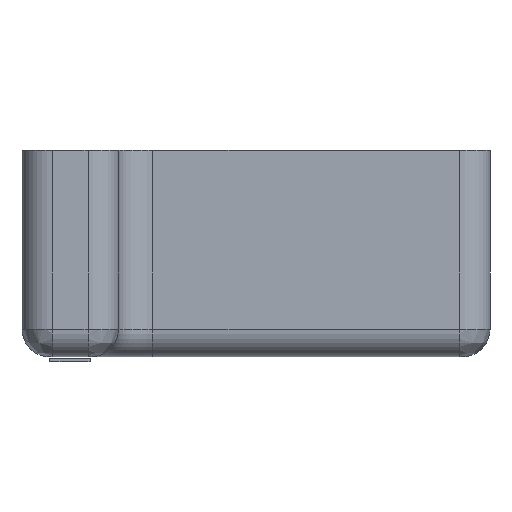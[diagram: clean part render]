
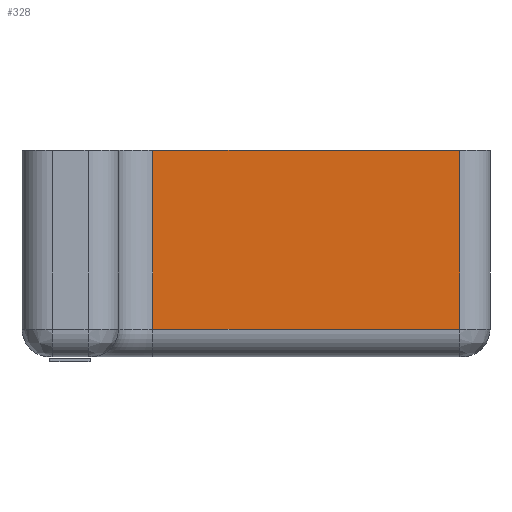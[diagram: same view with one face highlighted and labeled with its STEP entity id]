
A CAD part, left-side view. The second image highlights one B-rep face of the part: STEP entity #328.
In plain terms, the highlighted planar face has unit normal (-1, 0, 0).
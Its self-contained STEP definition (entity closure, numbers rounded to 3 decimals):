
#328 = ADVANCED_FACE( '', ( #410 ), #411, .T. );
#410 = FACE_OUTER_BOUND( '', #548, .T. );
#411 = PLANE( '', #549 );
#548 = EDGE_LOOP( '', ( #882, #883, #884, #885 ) );
#549 = AXIS2_PLACEMENT_3D( '', #886, #887, #888 );
#882 = ORIENTED_EDGE( '', *, *, #1467, .F. );
#883 = ORIENTED_EDGE( '', *, *, #1468, .T. );
#884 = ORIENTED_EDGE( '', *, *, #1469, .T. );
#885 = ORIENTED_EDGE( '', *, *, #1419, .F. );
#886 = CARTESIAN_POINT( '', ( -5., -7.5, -15. ) );
#887 = DIRECTION( '', ( -1., 0., 0. ) );
#888 = DIRECTION( '', ( 0., 1., 0. ) );
#1419 = EDGE_CURVE( '', #1576, #1578, #1579, .T. );
#1467 = EDGE_CURVE( '', #1660, #1576, #1662, .T. );
#1468 = EDGE_CURVE( '', #1660, #1663, #1664, .T. );
#1469 = EDGE_CURVE( '', #1663, #1578, #1665, .T. );
#1576 = VERTEX_POINT( '', #1825 );
#1578 = VERTEX_POINT( '', #1827 );
#1579 = LINE( '', #1828, #1829 );
#1660 = VERTEX_POINT( '', #1939 );
#1662 = LINE( '', #1941, #1942 );
#1663 = VERTEX_POINT( '', #1943 );
#1664 = LINE( '', #1944, #1945 );
#1665 = LINE( '', #1946, #1947 );
#1825 = CARTESIAN_POINT( '', ( -5., -7.5, 0. ) );
#1827 = CARTESIAN_POINT( '', ( -5., -29.8, 0. ) );
#1828 = CARTESIAN_POINT( '', ( -5., -7.5, 0. ) );
#1829 = VECTOR( '', #2499, 1000. );
#1939 = CARTESIAN_POINT( '', ( -5., -7.5, -13. ) );
#1941 = CARTESIAN_POINT( '', ( -5., -7.5, -15. ) );
#1942 = VECTOR( '', #2583, 1000. );
#1943 = CARTESIAN_POINT( '', ( -5., -29.8, -13. ) );
#1944 = CARTESIAN_POINT( '', ( -5., -29.8, -13. ) );
#1945 = VECTOR( '', #2584, 1000. );
#1946 = CARTESIAN_POINT( '', ( -5., -29.8, -15. ) );
#1947 = VECTOR( '', #2585, 1000. );
#2499 = DIRECTION( '', ( 0., -1., 0. ) );
#2583 = DIRECTION( '', ( 0., 0., 1. ) );
#2584 = DIRECTION( '', ( 0., -1., 0. ) );
#2585 = DIRECTION( '', ( 0., 0., 1. ) );
